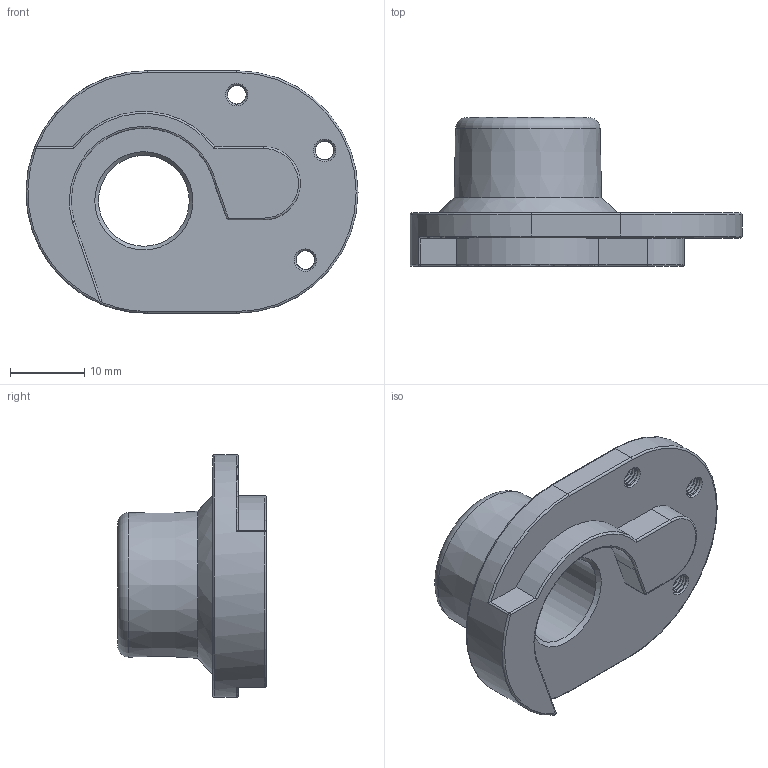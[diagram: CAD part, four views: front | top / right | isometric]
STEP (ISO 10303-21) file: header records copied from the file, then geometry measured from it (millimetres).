
FILE_DESCRIPTION(/* description */ (''),/* implementation_level */ '2;1');
FILE_NAME(/* name */ 'DHanger BT Hook EXT19 LeftHandSide v1.step',/* time_stamp */ '2021-11-24T16:47:20+01:00',/* author */ (''),/* organization */ (''),/* preprocessor_version */ 'ST-DEVELOPER v18.1',/* originating_system */ 'Autodesk Translation Framework v10.10.0.1391',/* authorisation */ '');
FILE_SCHEMA (('AUTOMOTIVE_DESIGN { 1 0 10303 214 3 1 1 }'));
Length unit declared in the file: millimetre
Products named in the file (1): DHanger BT Hook EXT19 LeftHandSide
Bounding box: 44.6 x 20 x 32.6 mm (x, y, z)
Volume: 7193.5 mm3; surface area: 4470.7 mm2
Topology: 1 solids, 1 shells, 105 faces, 276 edges, 174 vertices
Faces by surface type: cylinder 64, plane 15, torus 10, bspline 7, cone 6, sphere 3
Full cylindrical faces by diameter (mm): 2.529 x12, 3.086 x6, 12.2 x1
Entity records: 6367 total; most frequent: CARTESIAN_POINT 3902, ORIENTED_EDGE 552, DIRECTION 441, EDGE_CURVE 276, AXIS2_PLACEMENT_3D 176, VERTEX_POINT 174, EDGE_LOOP 114, B_SPLINE_CURVE_WITH_KNOTS 110
